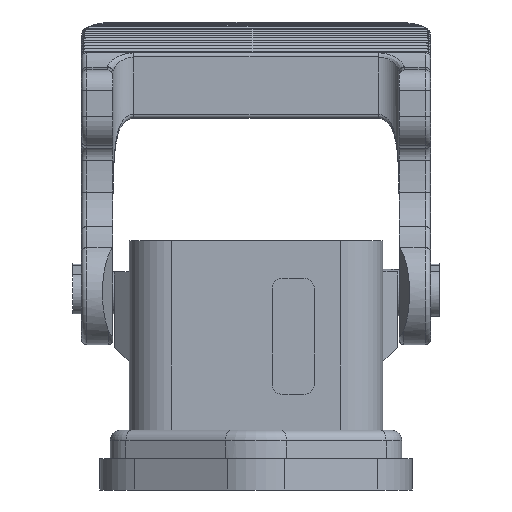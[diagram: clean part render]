
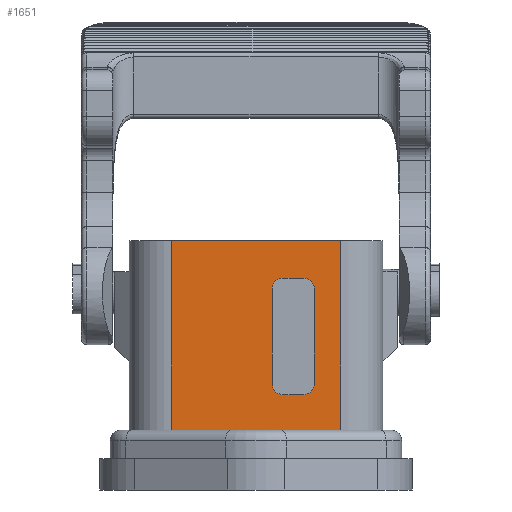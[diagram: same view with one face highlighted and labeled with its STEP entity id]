
A CAD part, left-side view. The second image highlights one B-rep face of the part: STEP entity #1651.
In plain terms, the highlighted planar face has unit normal (-1, 0, 0).
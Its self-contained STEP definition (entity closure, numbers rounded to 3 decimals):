
#549=FACE_BOUND('',#3074,.T.);
#550=FACE_BOUND('',#3075,.T.);
#651=PLANE('',#11711);
#1651=ADVANCED_FACE('',(#549,#550),#651,.F.);
#3074=EDGE_LOOP('',(#5025,#5026,#5027,#5028,#5029,#5030,#5031,#5032));
#3075=EDGE_LOOP('',(#5033,#5034,#5035,#5036));
#3823=LINE('',#15131,#4328);
#3826=LINE('',#15143,#4331);
#3832=LINE('',#15158,#4337);
#3839=LINE('',#15186,#4344);
#3840=LINE('',#15188,#4345);
#3841=LINE('',#15192,#4346);
#3842=LINE('',#15195,#4347);
#3843=LINE('',#15197,#4348);
#4328=VECTOR('',#12761,1.);
#4331=VECTOR('',#12772,1.);
#4337=VECTOR('',#12784,1.);
#4344=VECTOR('',#12813,1.);
#4345=VECTOR('',#12814,1.);
#4346=VECTOR('',#12817,1.);
#4347=VECTOR('',#12820,1.);
#4348=VECTOR('',#12821,1.);
#5025=ORIENTED_EDGE('',*,*,#9590,.T.);
#5026=ORIENTED_EDGE('',*,*,#9582,.T.);
#5027=ORIENTED_EDGE('',*,*,#9569,.T.);
#5028=ORIENTED_EDGE('',*,*,#9581,.T.);
#5029=ORIENTED_EDGE('',*,*,#9591,.T.);
#5030=ORIENTED_EDGE('',*,*,#9592,.T.);
#5031=ORIENTED_EDGE('',*,*,#9593,.T.);
#5032=ORIENTED_EDGE('',*,*,#9594,.T.);
#5033=ORIENTED_EDGE('',*,*,#9595,.T.);
#5034=ORIENTED_EDGE('',*,*,#9596,.T.);
#5035=ORIENTED_EDGE('',*,*,#9576,.F.);
#5036=ORIENTED_EDGE('',*,*,#9563,.T.);
#8389=VERTEX_POINT('',#15130);
#8390=VERTEX_POINT('',#15132);
#8395=VERTEX_POINT('',#15144);
#8396=VERTEX_POINT('',#15145);
#8401=VERTEX_POINT('',#15159);
#8404=VERTEX_POINT('',#15167);
#8405=VERTEX_POINT('',#15171);
#8411=VERTEX_POINT('',#15187);
#8412=VERTEX_POINT('',#15189);
#8413=VERTEX_POINT('',#15191);
#8414=VERTEX_POINT('',#15193);
#8415=VERTEX_POINT('',#15196);
#9563=EDGE_CURVE('',#8390,#8389,#3823,.T.);
#9569=EDGE_CURVE('',#8395,#8396,#3826,.T.);
#9576=EDGE_CURVE('',#8390,#8401,#3832,.T.);
#9581=EDGE_CURVE('',#8396,#8404,#11236,.T.);
#9582=EDGE_CURVE('',#8405,#8395,#11237,.T.);
#9590=EDGE_CURVE('',#8411,#8405,#3839,.T.);
#9591=EDGE_CURVE('',#8404,#8412,#3840,.T.);
#9592=EDGE_CURVE('',#8412,#8413,#11241,.T.);
#9593=EDGE_CURVE('',#8413,#8414,#3841,.T.);
#9594=EDGE_CURVE('',#8414,#8411,#11242,.T.);
#9595=EDGE_CURVE('',#8389,#8415,#3842,.T.);
#9596=EDGE_CURVE('',#8415,#8401,#3843,.T.);
#11236=CIRCLE('',#11701,1.);
#11237=CIRCLE('',#11703,1.);
#11241=CIRCLE('',#11709,1.);
#11242=CIRCLE('',#11710,1.);
#11701=AXIS2_PLACEMENT_3D('',#15168,#12793,#12794);
#11703=AXIS2_PLACEMENT_3D('',#15170,#12797,#12798);
#11709=AXIS2_PLACEMENT_3D('',#15190,#12815,#12816);
#11710=AXIS2_PLACEMENT_3D('',#15194,#12818,#12819);
#11711=AXIS2_PLACEMENT_3D('',#15198,#12822,#12823);
#12761=DIRECTION('',(0.,-1.,0.));
#12772=DIRECTION('',(0.,1.,0.));
#12784=DIRECTION('',(0.,0.,1.));
#12793=DIRECTION('',(1.,0.,0.));
#12794=DIRECTION('',(0.,1.,0.));
#12797=DIRECTION('',(1.,0.,0.));
#12798=DIRECTION('',(0.,1.,0.));
#12813=DIRECTION('',(0.,0.,-1.));
#12814=DIRECTION('',(0.,0.,1.));
#12815=DIRECTION('',(1.,0.,0.));
#12816=DIRECTION('',(0.,1.,0.));
#12817=DIRECTION('',(0.,-1.,0.));
#12818=DIRECTION('',(1.,0.,0.));
#12819=DIRECTION('',(0.,1.,0.));
#12820=DIRECTION('',(0.,0.,1.));
#12821=DIRECTION('',(0.,1.,0.));
#12822=DIRECTION('',(1.,0.,0.));
#12823=DIRECTION('',(0.,1.,0.));
#15130=CARTESIAN_POINT('',(-12.1,-8.1,4.2));
#15131=CARTESIAN_POINT('',(-12.1,8.15,4.2));
#15132=CARTESIAN_POINT('',(-12.1,8.1,4.2));
#15143=CARTESIAN_POINT('',(-12.1,-3.25,7.6));
#15144=CARTESIAN_POINT('',(-12.1,-4.55,7.6));
#15145=CARTESIAN_POINT('',(-12.1,-2.55,7.6));
#15158=CARTESIAN_POINT('',(-12.1,8.1,0.));
#15159=CARTESIAN_POINT('',(-12.1,8.1,22.3));
#15167=CARTESIAN_POINT('',(-12.1,-1.55,8.6));
#15168=CARTESIAN_POINT('',(-12.1,-2.55,8.6));
#15170=CARTESIAN_POINT('',(-12.1,-4.55,8.6));
#15171=CARTESIAN_POINT('',(-12.1,-5.55,8.6));
#15186=CARTESIAN_POINT('',(-12.1,-5.55,12.25));
#15187=CARTESIAN_POINT('',(-12.1,-5.55,17.7));
#15188=CARTESIAN_POINT('',(-12.1,-1.55,12.25));
#15189=CARTESIAN_POINT('',(-12.1,-1.55,17.7));
#15190=CARTESIAN_POINT('',(-12.1,-2.55,17.7));
#15191=CARTESIAN_POINT('',(-12.1,-2.55,18.7));
#15192=CARTESIAN_POINT('',(-12.1,-3.25,18.7));
#15193=CARTESIAN_POINT('',(-12.1,-4.55,18.7));
#15194=CARTESIAN_POINT('',(-12.1,-4.55,17.7));
#15195=CARTESIAN_POINT('',(-12.1,-8.1,0.));
#15196=CARTESIAN_POINT('',(-12.1,-8.1,22.3));
#15197=CARTESIAN_POINT('',(-12.1,-8.1,22.3));
#15198=CARTESIAN_POINT('',(-12.1,-8.1,0.));
